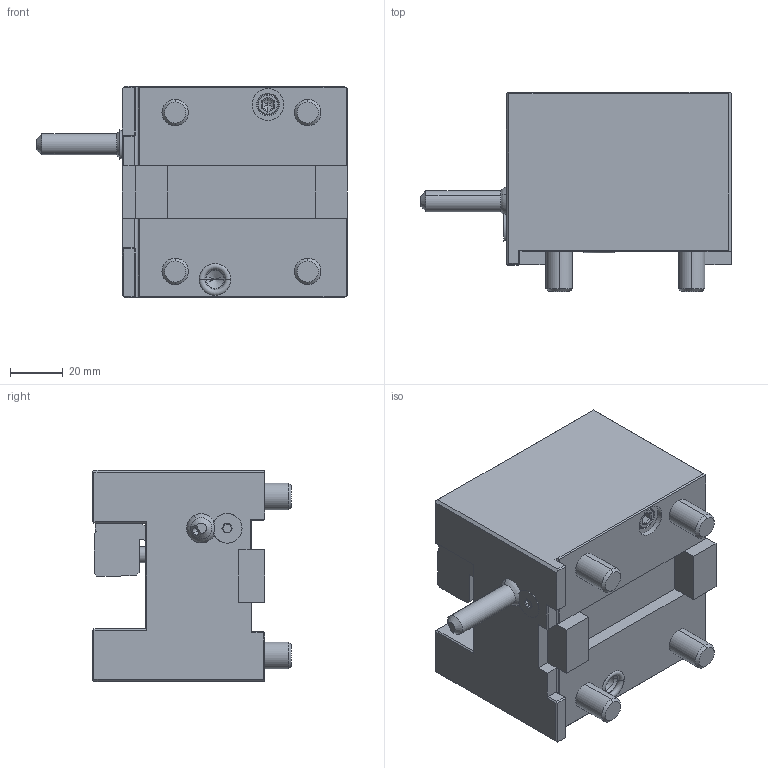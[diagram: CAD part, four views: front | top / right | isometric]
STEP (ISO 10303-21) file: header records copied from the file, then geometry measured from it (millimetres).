
FILE_DESCRIPTION((''),'2;1');
FILE_NAME('NGT_F_55_20_60_NT','2021-10-18T',('vali'),('NOVA GRUP'),'PRO/ENGINEER BY PARAMETRIC TECHNOLOGY CORPORATION, 2010280','PRO/ENGINEER BY PARAMETRIC TECHNOLOGY CORPORATION, 2010280','');
FILE_SCHEMA(('CONFIG_CONTROL_DESIGN'));
Length unit declared in the file: millimetre
Products named in the file (1): NGT_F_55_20_60_NT
Bounding box: 117.34 x 75 x 80 mm (x, y, z)
Volume: 363296.9 mm3; surface area: 43421.8 mm2
Topology: 1 solids, 1 shells, 199 faces, 500 edges, 307 vertices
Faces by surface type: plane 123, cylinder 43, cone 23, bspline 6, torus 2, sphere 2
Entity records: 6149 total; most frequent: CARTESIAN_POINT 1416, ORIENTED_EDGE 984, DIRECTION 933, EDGE_CURVE 492, VECTOR 353, LINE 353, VERTEX_POINT 307, AXIS2_PLACEMENT_3D 290
